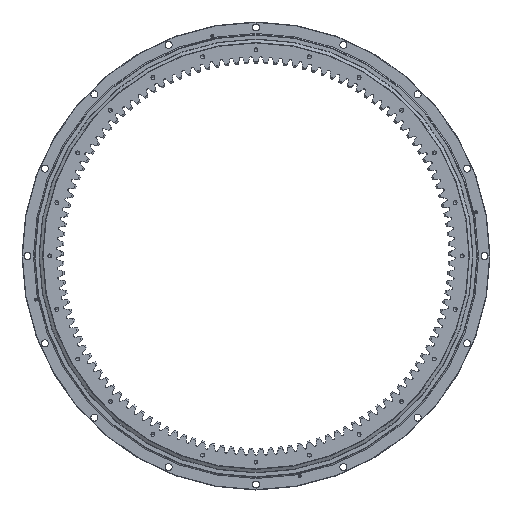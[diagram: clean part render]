
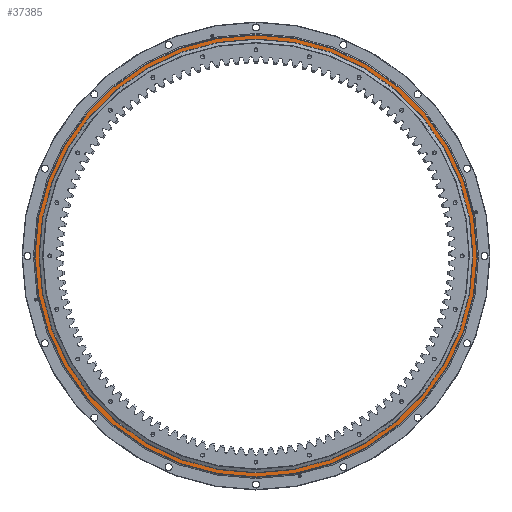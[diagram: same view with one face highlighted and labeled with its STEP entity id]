
A CAD part, top view. The second image highlights one B-rep face of the part: STEP entity #37385.
In plain terms, the highlighted face is planar.
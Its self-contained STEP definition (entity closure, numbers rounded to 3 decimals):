
#324 = ORIENTED_EDGE ( 'NONE', *, *, #4990, .T. ) ;
#1601 = AXIS2_PLACEMENT_3D ( 'NONE', #16059, #24906, #55629 ) ;
#2987 = ORIENTED_EDGE ( 'NONE', *, *, #36275, .T. ) ;
#3700 = AXIS2_PLACEMENT_3D ( 'NONE', #47081, #20844, #51513 ) ;
#4537 = CIRCLE ( 'NONE', #5990, 548.75 ) ;
#4887 = AXIS2_PLACEMENT_3D ( 'NONE', #40471, #14189, #44864 ) ;
#4990 = EDGE_CURVE ( 'NONE', #13474, #8411, #50094, .T. ) ;
#5990 = AXIS2_PLACEMENT_3D ( 'NONE', #10070, #40725, #14447 ) ;
#6436 = CIRCLE ( 'NONE', #3700, 565.5 ) ;
#8411 = VERTEX_POINT ( 'NONE', #33726 ) ;
#9118 = CARTESIAN_POINT ( 'NONE',  ( 565.5, 0., -18. ) ) ;
#10070 = CARTESIAN_POINT ( 'NONE',  ( 0., 0., -18. ) ) ;
#13474 = VERTEX_POINT ( 'NONE', #55902 ) ;
#14189 = DIRECTION ( 'NONE',  ( 0., 0., 1. ) ) ;
#14447 = DIRECTION ( 'NONE',  ( 1., 0., 0. ) ) ;
#14941 = EDGE_CURVE ( 'NONE', #29118, #37621, #6436, .T. ) ;
#15571 = EDGE_LOOP ( 'NONE', ( #29075, #25611 ) ) ;
#15840 = CIRCLE ( 'NONE', #56200, 565.5 ) ;
#16059 = CARTESIAN_POINT ( 'NONE',  ( -566.5, 0., -18. ) ) ;
#20844 = DIRECTION ( 'NONE',  ( 0., 0., -1. ) ) ;
#21016 = CARTESIAN_POINT ( 'NONE',  ( 0., 0., -18. ) ) ;
#24906 = DIRECTION ( 'NONE',  ( 0., 0., 1. ) ) ;
#25416 = DIRECTION ( 'NONE',  ( 1., 0., 0. ) ) ;
#25611 = ORIENTED_EDGE ( 'NONE', *, *, #14941, .T. ) ;
#25804 = FACE_OUTER_BOUND ( 'NONE', #15571, .T. ) ;
#27172 = FACE_BOUND ( 'NONE', #36065, .T. ) ;
#29075 = ORIENTED_EDGE ( 'NONE', *, *, #54413, .T. ) ;
#29118 = VERTEX_POINT ( 'NONE', #30928 ) ;
#30928 = CARTESIAN_POINT ( 'NONE',  ( -565.5, 0., -18. ) ) ;
#33517 = PLANE ( 'NONE',  #1601 ) ;
#33726 = CARTESIAN_POINT ( 'NONE',  ( 548.75, 0., -18. ) ) ;
#36065 = EDGE_LOOP ( 'NONE', ( #324, #2987 ) ) ;
#36275 = EDGE_CURVE ( 'NONE', #8411, #13474, #4537, .T. ) ;
#37385 = ADVANCED_FACE ( 'NONE', ( #27172, #25804 ), #33517, .F. ) ;
#37621 = VERTEX_POINT ( 'NONE', #9118 ) ;
#40471 = CARTESIAN_POINT ( 'NONE',  ( 0., 0., -18. ) ) ;
#40725 = DIRECTION ( 'NONE',  ( 0., 0., 1. ) ) ;
#44864 = DIRECTION ( 'NONE',  ( 1., 0., 0. ) ) ;
#47081 = CARTESIAN_POINT ( 'NONE',  ( 0., 0., -18. ) ) ;
#50094 = CIRCLE ( 'NONE', #4887, 548.75 ) ;
#51513 = DIRECTION ( 'NONE',  ( 1., 0., 0. ) ) ;
#51674 = DIRECTION ( 'NONE',  ( 0., 0., -1. ) ) ;
#54413 = EDGE_CURVE ( 'NONE', #37621, #29118, #15840, .T. ) ;
#55629 = DIRECTION ( 'NONE',  ( 1., 0., 0. ) ) ;
#55902 = CARTESIAN_POINT ( 'NONE',  ( -548.75, 0., -18. ) ) ;
#56200 = AXIS2_PLACEMENT_3D ( 'NONE', #21016, #51674, #25416 ) ;
